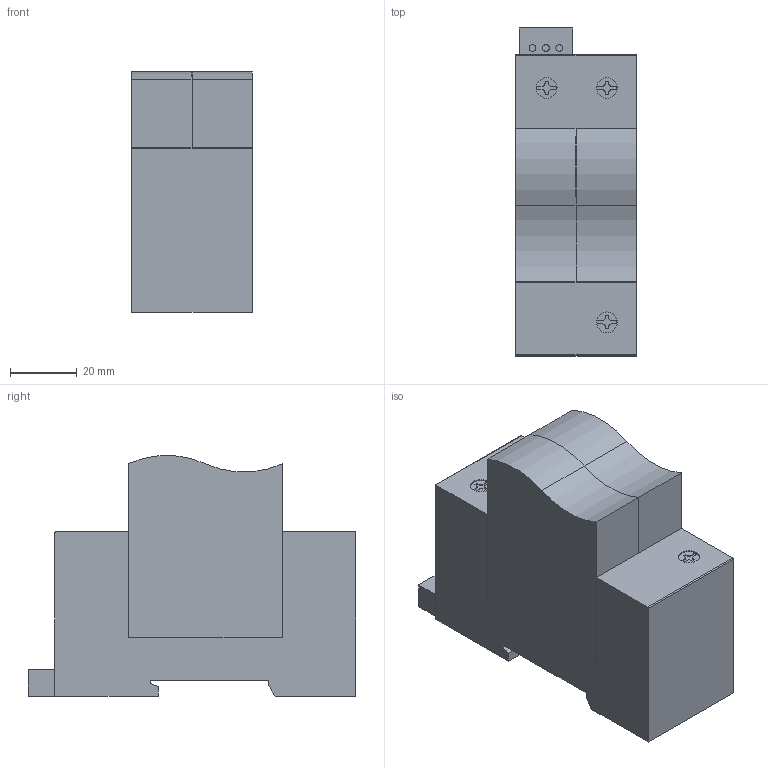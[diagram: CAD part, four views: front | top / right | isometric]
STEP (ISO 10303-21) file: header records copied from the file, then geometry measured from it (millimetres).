
FILE_DESCRIPTION((''),'2;1');
FILE_NAME('3d_SA01NA320R.stp','2012-10-03T08:47:50',(''),(''),'Mechanical Desktop 2011','Mechanical Desktop 2011',', , ');
FILE_SCHEMA(('CONFIG_CONTROL_DESIGN'));
Length unit declared in the file: millimetre
Products named in the file (1): Product
Bounding box: 36 x 98 x 71.9 mm (x, y, z)
Volume: 188061.7 mm3; surface area: 35714.8 mm2
Topology: 4 solids, 4 shells, 108 faces, 285 edges, 194 vertices
Faces by surface type: plane 72, cylinder 36
Entity records: 3458 total; most frequent: CARTESIAN_POINT 588, DIRECTION 587, ORIENTED_EDGE 570, EDGE_CURVE 285, VECTOR 201, LINE 201, VERTEX_POINT 194, AXIS2_PLACEMENT_3D 193
